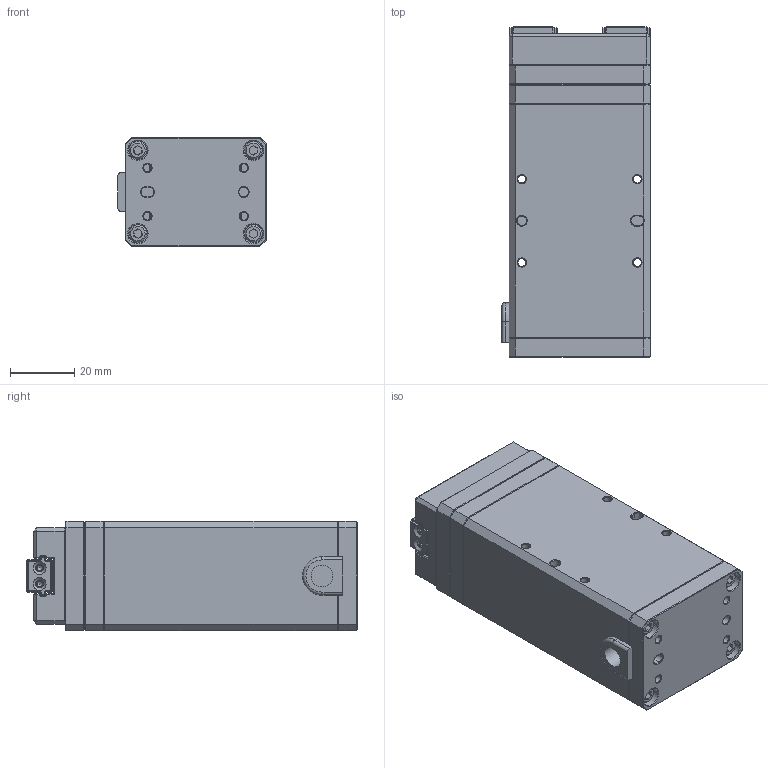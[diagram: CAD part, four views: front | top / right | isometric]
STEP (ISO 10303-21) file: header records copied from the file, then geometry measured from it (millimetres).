
FILE_DESCRIPTION (( 'STEP AP203' ), '1' );
FILE_NAME ('RM-MGBD-28-14-L 微型夹爪.STEP', '2019-08-29T07:24:02', ( '微软用户' ), ( '微软中国' ), 'SwSTEP 2.0', 'SolidWorks 2016', '' );
FILE_SCHEMA (( 'CONFIG_CONTROL_DESIGN' ));
Length unit declared in the file: millimetre
Products named in the file (11): PPT07-朴6.8 寡蝶誘盄杶; MSP01-MGBD004 階裔14_14俴最; RM-MGBD-28-14-L 峚倰標蛈; MSP01-MGBD003 萇儂嘐隅啣14_14俴最; MSP01-MGBD002 萇儂褲14_14俴最酗; MFT03-M3x8 埴翐囀鞠褒蹟佪; MFT03-M2.5x6 埴翐囀鞠褒蹟佪; MSP02-MGBD003-1 絳寢14_14俴最; MSP02-MGBD003-2 賑輸14_14俴最; MSP02-MGBD003-3 幗紩結輸14_14俴最; MSP01-MGBD001 菁裔14_14俴最
Assembly tree (24 placements, depth 2):
  RM-MGBD-28-14-L 峚倰標蛈
    MSP01-MGBD001 菁裔14_14俴最
    MSP01-MGBD004 階裔14_14俴最
    MSP01-MGBD003 萇儂嘐隅啣14_14俴最
    MSP01-MGBD002 萇儂褲14_14俴最酗
    MFT03-M3x8 埴翐囀鞠褒蹟佪  x8
    MFT03-M2.5x6 埴翐囀鞠褒蹟佪  x4
    MSP02-MGBD003-1 絳寢14_14俴最
    MSP02-MGBD003-2 賑輸14_14俴最  x2
    MSP02-MGBD003-3 幗紩結輸14_14俴最  x4
    PPT07-朴6.8 寡蝶誘盄杶
Bounding box: 46.25 x 103 x 34 mm (x, y, z)
Volume: 50943.6 mm3; surface area: 45653 mm2
Topology: 24 solids, 24 shells, 1183 faces, 2624 edges, 1537 vertices
Faces by surface type: plane 707, cone 270, cylinder 204, torus 2
Full cylindrical faces by diameter (mm): 1.6 x8, 2 x5, 2.05 x4, 2.4 x8, 2.5 x34, 2.9 x8, 3 x14, 3.4 x12, 4.4 x4, 5 x8, 5.5 x8, 6 x12, 6.8 x1, 22.5 x1, 32 x1
Entity records: 21396 total; most frequent: CARTESIAN_POINT 3637, DIRECTION 3473, ORIENTED_EDGE 2940, EDGE_CURVE 1470, AXIS2_PLACEMENT_3D 1267, EDGE_LOOP 1085, VERTEX_POINT 965, VECTOR 939
